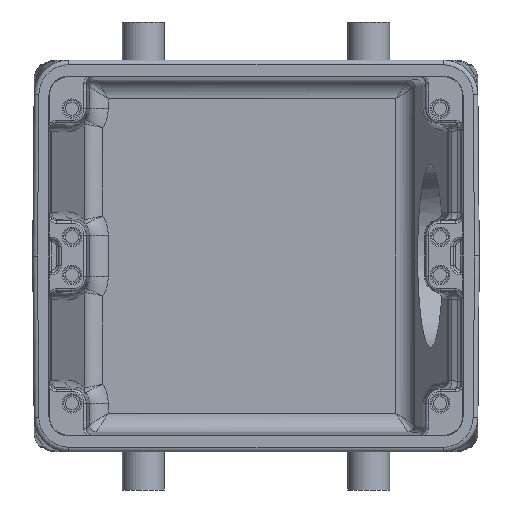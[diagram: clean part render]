
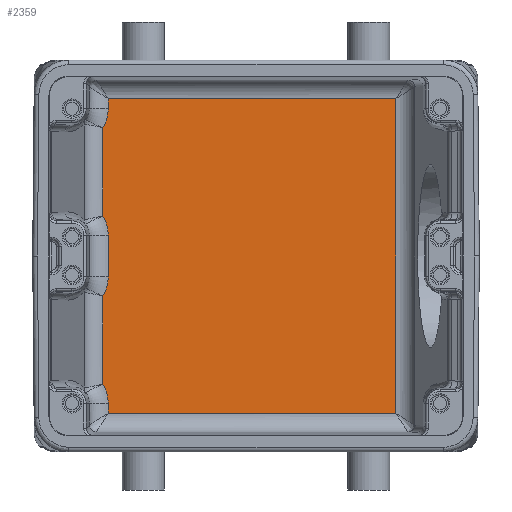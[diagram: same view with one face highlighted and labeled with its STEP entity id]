
A CAD part, front view. The second image highlights one B-rep face of the part: STEP entity #2359.
In plain terms, the highlighted planar face has unit normal (0, -1, 0).
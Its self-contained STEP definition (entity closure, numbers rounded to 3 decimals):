
#569=LINE('',#13978,#1285);
#618=LINE('',#14498,#1334);
#619=LINE('',#14503,#1335);
#620=LINE('',#14507,#1336);
#621=LINE('',#14511,#1337);
#622=LINE('',#14512,#1338);
#623=LINE('',#14514,#1339);
#624=LINE('',#14516,#1340);
#1285=VECTOR('',#11062,1.);
#1334=VECTOR('',#11213,1.);
#1335=VECTOR('',#11216,1.);
#1336=VECTOR('',#11219,1.);
#1337=VECTOR('',#11222,1.);
#1338=VECTOR('',#11223,1.);
#1339=VECTOR('',#11224,1.);
#1340=VECTOR('',#11225,1.);
#2359=ADVANCED_FACE('NONE',(#3163),#2889,.F.);
#2889=PLANE('',#9871);
#3163=FACE_OUTER_BOUND('',#3773,.T.);
#3773=EDGE_LOOP('',(#4707,#4708,#4709,#4710,#4711,#4712,#4713,#4714,#4715,
#4716,#4717,#4718));
#4707=ORIENTED_EDGE('',*,*,#8153,.F.);
#4708=ORIENTED_EDGE('',*,*,#8154,.F.);
#4709=ORIENTED_EDGE('',*,*,#8155,.F.);
#4710=ORIENTED_EDGE('',*,*,#8156,.F.);
#4711=ORIENTED_EDGE('',*,*,#8157,.F.);
#4712=ORIENTED_EDGE('',*,*,#8158,.F.);
#4713=ORIENTED_EDGE('',*,*,#8159,.F.);
#4714=ORIENTED_EDGE('',*,*,#8054,.T.);
#4715=ORIENTED_EDGE('',*,*,#8160,.F.);
#4716=ORIENTED_EDGE('',*,*,#8161,.F.);
#4717=ORIENTED_EDGE('',*,*,#8162,.F.);
#4718=ORIENTED_EDGE('',*,*,#8163,.F.);
#7197=VERTEX_POINT('',#13979);
#7198=VERTEX_POINT('',#13980);
#7267=VERTEX_POINT('',#14499);
#7268=VERTEX_POINT('',#14500);
#7269=VERTEX_POINT('',#14502);
#7270=VERTEX_POINT('',#14504);
#7271=VERTEX_POINT('',#14506);
#7272=VERTEX_POINT('',#14508);
#7273=VERTEX_POINT('',#14510);
#7274=VERTEX_POINT('',#14513);
#7275=VERTEX_POINT('',#14515);
#7276=VERTEX_POINT('',#14517);
#8054=EDGE_CURVE('NONE',#7197,#7198,#569,.T.);
#8153=EDGE_CURVE('NONE',#7267,#7268,#618,.T.);
#8154=EDGE_CURVE('NONE',#7269,#7267,#9348,.T.);
#8155=EDGE_CURVE('NONE',#7270,#7269,#619,.T.);
#8156=EDGE_CURVE('NONE',#7271,#7270,#9349,.T.);
#8157=EDGE_CURVE('NONE',#7272,#7271,#620,.T.);
#8158=EDGE_CURVE('NONE',#7273,#7272,#9350,.T.);
#8159=EDGE_CURVE('NONE',#7197,#7273,#621,.T.);
#8160=EDGE_CURVE('NONE',#7274,#7198,#622,.T.);
#8161=EDGE_CURVE('NONE',#7275,#7274,#623,.T.);
#8162=EDGE_CURVE('NONE',#7276,#7275,#624,.T.);
#8163=EDGE_CURVE('NONE',#7268,#7276,#9351,.T.);
#9348=CIRCLE('',#9867,7.646);
#9349=CIRCLE('',#9868,7.646);
#9350=CIRCLE('',#9869,7.646);
#9351=CIRCLE('',#9870,7.646);
#9867=AXIS2_PLACEMENT_3D('',#14501,#11214,#11215);
#9868=AXIS2_PLACEMENT_3D('',#14505,#11217,#11218);
#9869=AXIS2_PLACEMENT_3D('',#14509,#11220,#11221);
#9870=AXIS2_PLACEMENT_3D('',#14518,#11226,#11227);
#9871=AXIS2_PLACEMENT_3D('',#14519,#11228,#11229);
#11062=DIRECTION('',(1.,0.,0.));
#11213=DIRECTION('',(0.,0.,1.));
#11214=DIRECTION('',(0.,-1.,0.));
#11215=DIRECTION('',(0.,0.,1.));
#11216=DIRECTION('',(0.,0.,1.));
#11217=DIRECTION('',(0.,-1.,0.));
#11218=DIRECTION('',(0.,0.,1.));
#11219=DIRECTION('',(0.,0.,1.));
#11220=DIRECTION('',(0.,-1.,0.));
#11221=DIRECTION('',(0.,0.,1.));
#11222=DIRECTION('',(0.,0.,1.));
#11223=DIRECTION('',(0.,0.,-1.));
#11224=DIRECTION('',(1.,0.,0.));
#11225=DIRECTION('',(0.,0.,1.));
#11226=DIRECTION('',(0.,-1.,0.));
#11227=DIRECTION('',(0.,0.,1.));
#11228=DIRECTION('',(0.,1.,0.));
#11229=DIRECTION('',(0.,0.,1.));
#13978=CARTESIAN_POINT('',(35.75,40.,-33.104));
#13979=CARTESIAN_POINT('',(-31.104,40.,-33.104));
#13980=CARTESIAN_POINT('',(29.448,40.,-33.104));
#14498=CARTESIAN_POINT('',(-32.225,40.,-37.75));
#14499=CARTESIAN_POINT('',(-32.225,40.,8.385));
#14500=CARTESIAN_POINT('',(-32.225,40.,27.015));
#14501=CARTESIAN_POINT('',(-38.75,40.,4.4));
#14502=CARTESIAN_POINT('',(-31.104,40.,4.4));
#14503=CARTESIAN_POINT('',(-31.104,40.,-37.75));
#14504=CARTESIAN_POINT('',(-31.104,40.,-4.4));
#14505=CARTESIAN_POINT('',(-38.75,40.,-4.4));
#14506=CARTESIAN_POINT('',(-32.225,40.,-8.385));
#14507=CARTESIAN_POINT('',(-32.225,40.,-37.75));
#14508=CARTESIAN_POINT('',(-32.225,40.,-27.015));
#14509=CARTESIAN_POINT('',(-38.75,40.,-31.));
#14510=CARTESIAN_POINT('',(-31.104,40.,-31.));
#14511=CARTESIAN_POINT('',(-31.104,40.,-37.75));
#14512=CARTESIAN_POINT('',(29.448,40.,-37.75));
#14513=CARTESIAN_POINT('',(29.448,40.,33.104));
#14514=CARTESIAN_POINT('',(32.925,40.,33.104));
#14515=CARTESIAN_POINT('',(-31.104,40.,33.104));
#14516=CARTESIAN_POINT('',(-31.104,40.,-37.75));
#14517=CARTESIAN_POINT('',(-31.104,40.,31.));
#14518=CARTESIAN_POINT('',(-38.75,40.,31.));
#14519=CARTESIAN_POINT('',(32.925,40.,-37.75));
